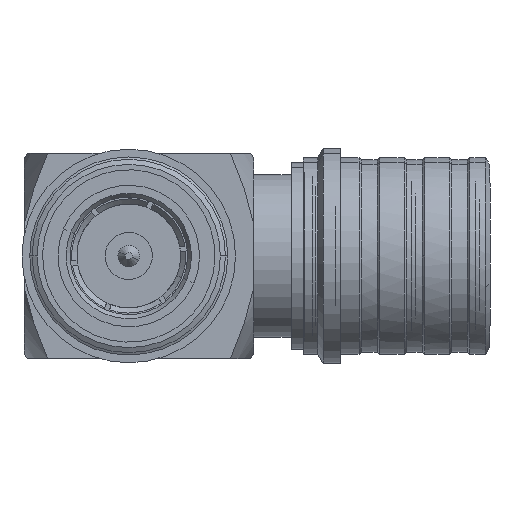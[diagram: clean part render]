
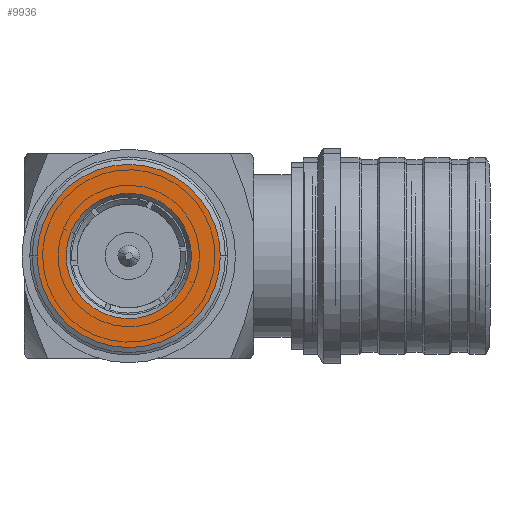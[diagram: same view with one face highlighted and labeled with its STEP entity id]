
A CAD part, left-side view. The second image highlights one B-rep face of the part: STEP entity #9936.
In plain terms, the highlighted planar face has unit normal (-1, 0, 0).
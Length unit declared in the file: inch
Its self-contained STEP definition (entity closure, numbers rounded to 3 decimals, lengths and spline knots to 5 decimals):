
#379 = VERTEX_POINT ( 'NONE', #10194 ) ;
#1185 = DIRECTION ( 'NONE',  ( 1., 0., 0. ) ) ;
#5639 = DIRECTION ( 'NONE',  ( -1., 0., 0. ) ) ;
#7082 = DIRECTION ( 'NONE',  ( 0., 1., 0. ) ) ;
#8207 = FACE_OUTER_BOUND ( 'NONE', #14946, .T. ) ;
#8399 = ORIENTED_EDGE ( 'NONE', *, *, #32169, .F. ) ;
#8860 = CARTESIAN_POINT ( 'NONE',  ( 0., 0.11116, 0.04593 ) ) ;
#9027 = CARTESIAN_POINT ( 'NONE',  ( 0., 0., 0. ) ) ;
#9936 = ADVANCED_FACE ( 'NONE', ( #26445, #8207 ), #32140, .T. ) ;
#10194 = CARTESIAN_POINT ( 'NONE',  ( 0., -0.17583, 0. ) ) ;
#10418 = DIRECTION ( 'NONE',  ( 1., 0., 0. ) ) ;
#12752 = DIRECTION ( 'NONE',  ( 1., 0., 0. ) ) ;
#12960 = DIRECTION ( 'NONE',  ( 1., 0., 0. ) ) ;
#14674 = EDGE_CURVE ( 'NONE', #32479, #379, #28802, .T. ) ;
#14756 = EDGE_CURVE ( 'NONE', #26407, #24387, #21891, .T. ) ;
#14946 = EDGE_LOOP ( 'NONE', ( #16760, #8399 ) ) ;
#16760 = ORIENTED_EDGE ( 'NONE', *, *, #14674, .F. ) ;
#19395 = CARTESIAN_POINT ( 'NONE',  ( 0., 0.17583, 0. ) ) ;
#19440 = DIRECTION ( 'NONE',  ( 0., 0.924, 0.382 ) ) ;
#21891 = CIRCLE ( 'NONE', #26293, 0.12028 ) ;
#23305 = CARTESIAN_POINT ( 'NONE',  ( 0., 0., 0. ) ) ;
#24362 = EDGE_LOOP ( 'NONE', ( #30358, #29209 ) ) ;
#24387 = VERTEX_POINT ( 'NONE', #8860 ) ;
#24931 = DIRECTION ( 'NONE',  ( 0., 1., 0. ) ) ;
#25706 = DIRECTION ( 'NONE',  ( 0., 0.924, 0.382 ) ) ;
#26293 = AXIS2_PLACEMENT_3D ( 'NONE', #28672, #10418, #19440 ) ;
#26407 = VERTEX_POINT ( 'NONE', #28186 ) ;
#26445 = FACE_BOUND ( 'NONE', #24362, .T. ) ;
#27489 = CARTESIAN_POINT ( 'NONE',  ( 0., 0., 0. ) ) ;
#28186 = CARTESIAN_POINT ( 'NONE',  ( 0., -0.11116, -0.04593 ) ) ;
#28672 = CARTESIAN_POINT ( 'NONE',  ( 0., 0., 0. ) ) ;
#28802 = CIRCLE ( 'NONE', #37556, 0.17583 ) ;
#29209 = ORIENTED_EDGE ( 'NONE', *, *, #29239, .T. ) ;
#29239 = EDGE_CURVE ( 'NONE', #24387, #26407, #32203, .T. ) ;
#29459 = AXIS2_PLACEMENT_3D ( 'NONE', #23305, #5639, #38398 ) ;
#30358 = ORIENTED_EDGE ( 'NONE', *, *, #14756, .T. ) ;
#32140 = PLANE ( 'NONE',  #29459 ) ;
#32169 = EDGE_CURVE ( 'NONE', #379, #32479, #36951, .T. ) ;
#32203 = CIRCLE ( 'NONE', #37858, 0.12028 ) ;
#32479 = VERTEX_POINT ( 'NONE', #19395 ) ;
#33965 = CARTESIAN_POINT ( 'NONE',  ( 0., 0., 0. ) ) ;
#34439 = AXIS2_PLACEMENT_3D ( 'NONE', #27489, #12960, #24931 ) ;
#36951 = CIRCLE ( 'NONE', #34439, 0.17583 ) ;
#37556 = AXIS2_PLACEMENT_3D ( 'NONE', #33965, #1185, #7082 ) ;
#37858 = AXIS2_PLACEMENT_3D ( 'NONE', #9027, #12752, #25706 ) ;
#38398 = DIRECTION ( 'NONE',  ( 0., 0., 1. ) ) ;
